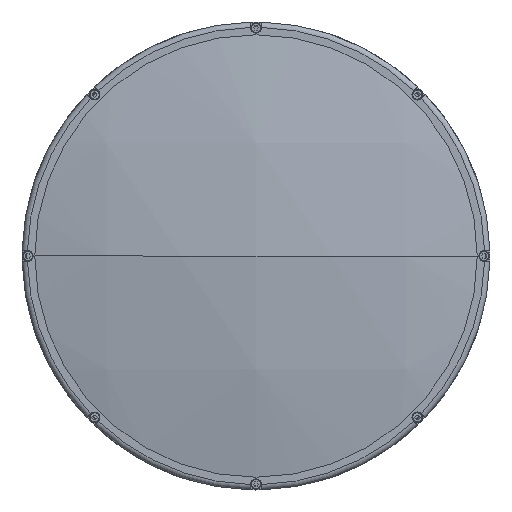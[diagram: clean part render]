
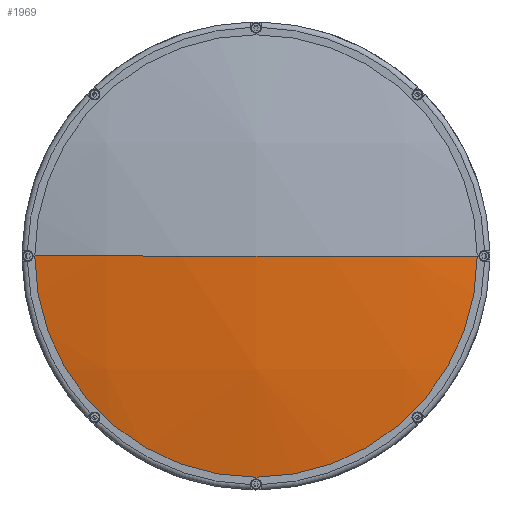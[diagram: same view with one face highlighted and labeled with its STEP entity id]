
A CAD part, left-side view. The second image highlights one B-rep face of the part: STEP entity #1969.
In plain terms, the highlighted spherical face has radius 606 mm.
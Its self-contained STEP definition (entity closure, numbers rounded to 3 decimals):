
#292 = CARTESIAN_POINT ( 'NONE',  ( -547.362, -124.9, 0. ) ) ;
#525 = FACE_OUTER_BOUND ( 'NONE', #4487, .T. ) ;
#618 = CIRCLE ( 'NONE', #6223, 606. ) ;
#715 = EDGE_CURVE ( 'NONE', #4866, #1179, #618, .T. ) ;
#865 = CARTESIAN_POINT ( 'NONE',  ( 45.627, 0., 0. ) ) ;
#875 = VERTEX_POINT ( 'NONE', #6186 ) ;
#964 = DIRECTION ( 'NONE',  ( 0., 0., -1. ) ) ;
#1179 = VERTEX_POINT ( 'NONE', #6846 ) ;
#1199 = DIRECTION ( 'NONE',  ( 0., 0., 1. ) ) ;
#1717 = SPHERICAL_SURFACE ( 'NONE', #3979, 606. ) ;
#1969 = ADVANCED_FACE ( 'NONE', ( #525 ), #1717, .T. ) ;
#2558 = ORIENTED_EDGE ( 'NONE', *, *, #4892, .F. ) ;
#3125 = DIRECTION ( 'NONE',  ( 0., 1., 0. ) ) ;
#3144 = DIRECTION ( 'NONE',  ( 0., 1., 0. ) ) ;
#3450 = DIRECTION ( 'NONE',  ( 0., 0., 1. ) ) ;
#3979 = AXIS2_PLACEMENT_3D ( 'NONE', #4463, #5903, #3125 ) ;
#4122 = DIRECTION ( 'NONE',  ( 0., -1., 0. ) ) ;
#4148 = ORIENTED_EDGE ( 'NONE', *, *, #715, .T. ) ;
#4463 = CARTESIAN_POINT ( 'NONE',  ( 45.627, 0., 0. ) ) ;
#4487 = EDGE_LOOP ( 'NONE', ( #6989, #4148, #2558 ) ) ;
#4785 = DIRECTION ( 'NONE',  ( -1., 0., 0. ) ) ;
#4866 = VERTEX_POINT ( 'NONE', #292 ) ;
#4892 = EDGE_CURVE ( 'NONE', #875, #1179, #6875, .T. ) ;
#5429 = EDGE_CURVE ( 'NONE', #875, #4866, #7472, .T. ) ;
#5903 = DIRECTION ( 'NONE',  ( 0., 0., -1. ) ) ;
#6186 = CARTESIAN_POINT ( 'NONE',  ( -547.362, 124.9, 0. ) ) ;
#6223 = AXIS2_PLACEMENT_3D ( 'NONE', #865, #964, #3144 ) ;
#6846 = CARTESIAN_POINT ( 'NONE',  ( -560.373, 0., 0. ) ) ;
#6849 = CARTESIAN_POINT ( 'NONE',  ( -547.362, 0., 0. ) ) ;
#6875 = CIRCLE ( 'NONE', #7882, 606. ) ;
#6989 = ORIENTED_EDGE ( 'NONE', *, *, #5429, .T. ) ;
#7351 = CARTESIAN_POINT ( 'NONE',  ( 45.627, 0., 0. ) ) ;
#7472 = CIRCLE ( 'NONE', #7904, 124.9 ) ;
#7882 = AXIS2_PLACEMENT_3D ( 'NONE', #7351, #1199, #4122 ) ;
#7904 = AXIS2_PLACEMENT_3D ( 'NONE', #6849, #4785, #3450 ) ;
